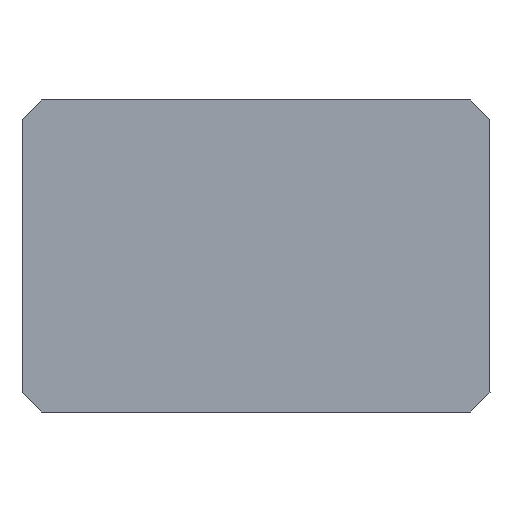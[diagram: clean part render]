
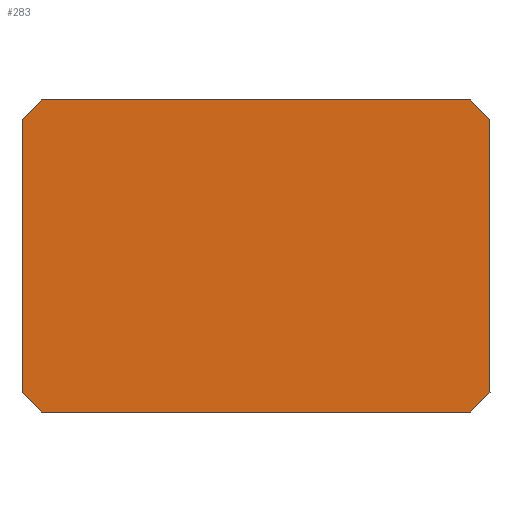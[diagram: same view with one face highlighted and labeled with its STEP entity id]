
A CAD part, front view. The second image highlights one B-rep face of the part: STEP entity #283.
In plain terms, the highlighted planar face has unit normal (0, -1, 0).
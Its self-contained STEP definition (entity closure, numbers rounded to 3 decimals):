
#31=PLANE('',#321);
#49=FACE_OUTER_BOUND('',#68,.T.);
#68=EDGE_LOOP('',(#250,#251,#252,#253,#254,#255,#256,#257));
#74=LINE('',#424,#103);
#80=LINE('',#443,#109);
#85=LINE('',#457,#114);
#88=LINE('',#461,#117);
#90=LINE('',#466,#119);
#93=LINE('',#472,#122);
#96=LINE('',#476,#125);
#98=LINE('',#479,#127);
#103=VECTOR('',#344,10.);
#109=VECTOR('',#362,10.);
#114=VECTOR('',#375,10.);
#117=VECTOR('',#380,10.);
#119=VECTOR('',#384,10.);
#122=VECTOR('',#389,10.);
#125=VECTOR('',#394,10.);
#127=VECTOR('',#398,10.);
#140=VERTEX_POINT('',#421);
#141=VERTEX_POINT('',#423);
#147=VERTEX_POINT('',#440);
#148=VERTEX_POINT('',#442);
#152=VERTEX_POINT('',#454);
#153=VERTEX_POINT('',#456);
#155=VERTEX_POINT('',#465);
#157=VERTEX_POINT('',#471);
#165=EDGE_CURVE('',#141,#140,#74,.T.);
#174=EDGE_CURVE('',#148,#147,#80,.T.);
#180=EDGE_CURVE('',#153,#152,#85,.T.);
#183=EDGE_CURVE('',#147,#153,#88,.T.);
#185=EDGE_CURVE('',#155,#148,#90,.T.);
#188=EDGE_CURVE('',#157,#155,#93,.T.);
#191=EDGE_CURVE('',#140,#157,#96,.T.);
#193=EDGE_CURVE('',#152,#141,#98,.T.);
#250=ORIENTED_EDGE('',*,*,#193,.T.);
#251=ORIENTED_EDGE('',*,*,#165,.T.);
#252=ORIENTED_EDGE('',*,*,#191,.T.);
#253=ORIENTED_EDGE('',*,*,#188,.T.);
#254=ORIENTED_EDGE('',*,*,#185,.T.);
#255=ORIENTED_EDGE('',*,*,#174,.T.);
#256=ORIENTED_EDGE('',*,*,#183,.T.);
#257=ORIENTED_EDGE('',*,*,#180,.T.);
#283=ADVANCED_FACE('',(#49),#31,.T.);
#321=AXIS2_PLACEMENT_3D('',#480,#399,#400);
#344=DIRECTION('',(-1.,0.,0.));
#362=DIRECTION('',(1.,0.,0.));
#375=DIRECTION('',(0.,0.,1.));
#380=DIRECTION('',(0.707,0.,0.707));
#384=DIRECTION('',(0.707,0.,-0.707));
#389=DIRECTION('',(0.,0.,-1.));
#394=DIRECTION('',(-0.707,0.,-0.707));
#398=DIRECTION('',(-0.707,0.,0.707));
#399=DIRECTION('center_axis',(0.,-1.,0.));
#400=DIRECTION('ref_axis',(1.,0.,0.));
#421=CARTESIAN_POINT('',(169.5,48.,338.));
#423=CARTESIAN_POINT('',(180.5,48.,338.));
#424=CARTESIAN_POINT('',(180.5,48.,338.));
#440=CARTESIAN_POINT('',(180.5,48.,330.));
#442=CARTESIAN_POINT('',(169.5,48.,330.));
#443=CARTESIAN_POINT('',(169.5,48.,330.));
#454=CARTESIAN_POINT('',(181.,48.,337.5));
#456=CARTESIAN_POINT('',(181.,48.,330.5));
#457=CARTESIAN_POINT('',(181.,48.,330.5));
#461=CARTESIAN_POINT('',(180.5,48.,330.));
#465=CARTESIAN_POINT('',(169.,48.,330.5));
#466=CARTESIAN_POINT('',(169.,48.,330.5));
#471=CARTESIAN_POINT('',(169.,48.,337.5));
#472=CARTESIAN_POINT('',(169.,48.,337.5));
#476=CARTESIAN_POINT('',(169.5,48.,338.));
#479=CARTESIAN_POINT('',(181.,48.,337.5));
#480=CARTESIAN_POINT('Origin',(175.,48.,334.));
